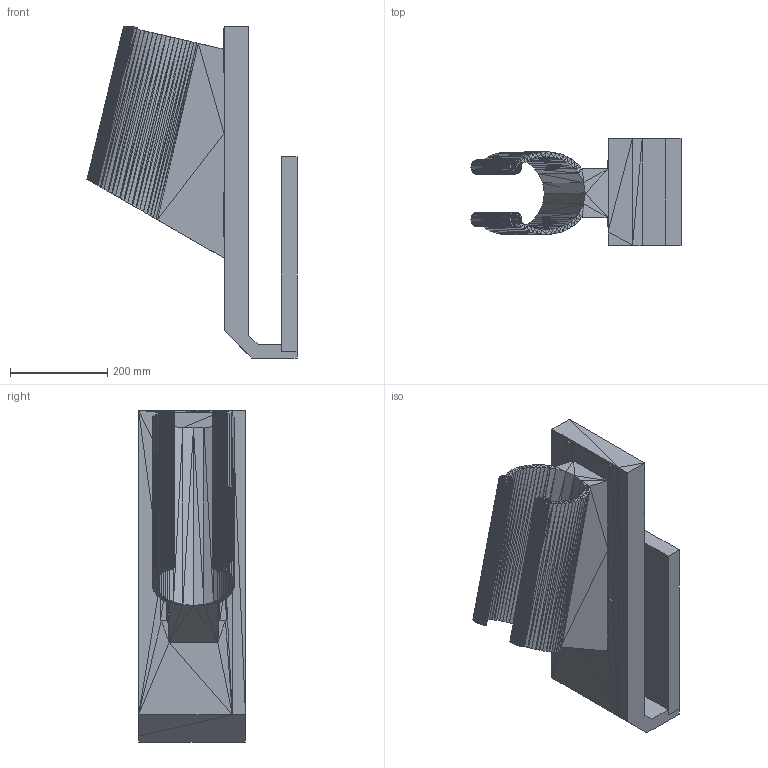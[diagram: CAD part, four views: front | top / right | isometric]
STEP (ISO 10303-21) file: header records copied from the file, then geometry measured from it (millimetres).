
FILE_DESCRIPTION(/* description */ (''),/* implementation_level */ '2;1');
FILE_NAME(/* name */ 'Mini sipper tube holder v1.step',/* time_stamp */ '2020-06-22T20:47:21-04:00',/* author */ (''),/* organization */ (''),/* preprocessor_version */ 'ST-DEVELOPER v18.1',/* originating_system */ 'Autodesk Translation Framework v9.3.0.1241',/* authorisation */ '');
FILE_SCHEMA (('AUTOMOTIVE_DESIGN { 1 0 10303 214 3 1 1 }'));
Length unit declared in the file: millimetre
Products named in the file (1): Mini sipper tube holder
Bounding box: 432 x 220 x 682.82 mm (x, y, z)
Volume: 15733217.5 mm3; surface area: 992147.6 mm2
Topology: 1 solids, 1 shells, 1346 faces, 2036 edges, 693 vertices
Faces by surface type: plane 1345, cylinder 1
Full cylindrical faces by diameter (mm): 100 x1
Entity records: 26451 total; most frequent: DIRECTION 4732, CARTESIAN_POINT 4076, ORIENTED_EDGE 4072, EDGE_CURVE 2036, LINE 2034, VECTOR 2034, AXIS2_PLACEMENT_3D 1349, EDGE_LOOP 1347
